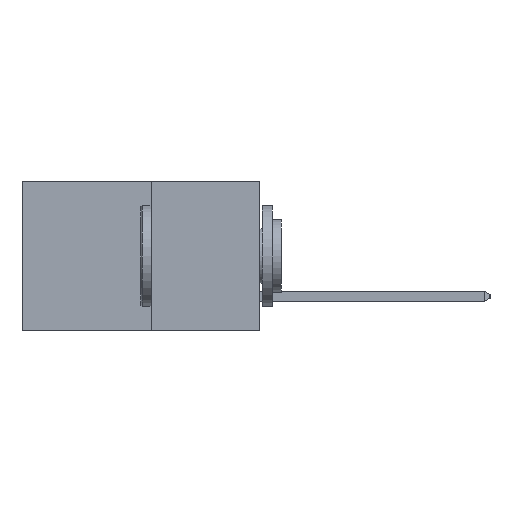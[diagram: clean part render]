
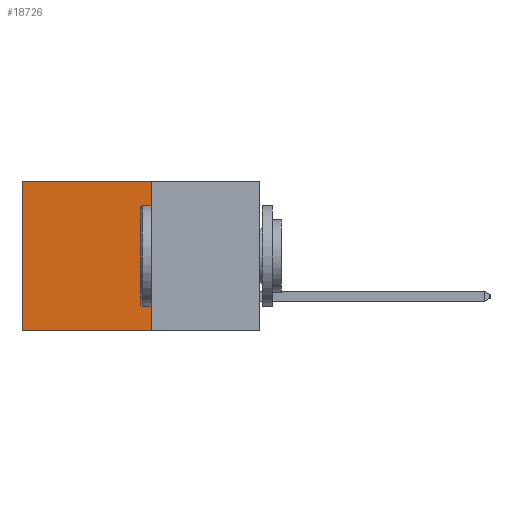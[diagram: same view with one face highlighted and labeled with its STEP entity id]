
A CAD part, left-side view. The second image highlights one B-rep face of the part: STEP entity #18726.
In plain terms, the highlighted planar face has unit normal (-1, 0, 0).
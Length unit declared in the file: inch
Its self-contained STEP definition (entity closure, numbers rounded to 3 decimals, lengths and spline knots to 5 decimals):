
#52 = FACE_OUTER_BOUND ( 'NONE', #16731, .T. ) ;
#522 = DIRECTION ( 'NONE',  ( 0., 0., -1. ) ) ;
#634 = DIRECTION ( 'NONE',  ( 0., 0., -1. ) ) ;
#1432 = ORIENTED_EDGE ( 'NONE', *, *, #15306, .T. ) ;
#2471 = VECTOR ( 'NONE', #522, 39.37008 ) ;
#2652 = CARTESIAN_POINT ( 'NONE',  ( 0.277, 0.59, 0. ) ) ;
#3077 = CARTESIAN_POINT ( 'NONE',  ( 0.277, 0.27, -0.37 ) ) ;
#3598 = CARTESIAN_POINT ( 'NONE',  ( 0.277, 0.27, 0. ) ) ;
#4659 = DIRECTION ( 'NONE',  ( 0., 0., -1. ) ) ;
#4906 = VERTEX_POINT ( 'NONE', #2652 ) ;
#5632 = ORIENTED_EDGE ( 'NONE', *, *, #6966, .F. ) ;
#5813 = DIRECTION ( 'NONE',  ( 0., 1., 0. ) ) ;
#5845 = CARTESIAN_POINT ( 'NONE',  ( 0.277, 0.27, -0.37 ) ) ;
#6091 = EDGE_CURVE ( 'NONE', #13088, #6847, #14207, .T. ) ;
#6847 = VERTEX_POINT ( 'NONE', #5845 ) ;
#6966 = EDGE_CURVE ( 'NONE', #6847, #16454, #9562, .T. ) ;
#8455 = CARTESIAN_POINT ( 'NONE',  ( 0.277, 0.27, -0.37 ) ) ;
#8526 = LINE ( 'NONE', #10438, #16232 ) ;
#9562 = LINE ( 'NONE', #13847, #13181 ) ;
#9604 = VECTOR ( 'NONE', #634, 39.37008 ) ;
#10330 = LINE ( 'NONE', #18997, #2471 ) ;
#10438 = CARTESIAN_POINT ( 'NONE',  ( 0.277, 0.27, 0. ) ) ;
#12925 = ORIENTED_EDGE ( 'NONE', *, *, #6091, .F. ) ;
#13088 = VERTEX_POINT ( 'NONE', #3598 ) ;
#13181 = VECTOR ( 'NONE', #15377, 39.37008 ) ;
#13381 = ORIENTED_EDGE ( 'NONE', *, *, #18994, .T. ) ;
#13847 = CARTESIAN_POINT ( 'NONE',  ( 0.277, 0.27, -0.37 ) ) ;
#13984 = DIRECTION ( 'NONE',  ( 1., 0., 0. ) ) ;
#14207 = LINE ( 'NONE', #8455, #9604 ) ;
#15306 = EDGE_CURVE ( 'NONE', #13088, #4906, #8526, .T. ) ;
#15377 = DIRECTION ( 'NONE',  ( 0., 1., 0. ) ) ;
#16232 = VECTOR ( 'NONE', #5813, 39.37008 ) ;
#16454 = VERTEX_POINT ( 'NONE', #19409 ) ;
#16731 = EDGE_LOOP ( 'NONE', ( #13381, #5632, #12925, #1432 ) ) ;
#17873 = AXIS2_PLACEMENT_3D ( 'NONE', #3077, #13984, #4659 ) ;
#18414 = PLANE ( 'NONE',  #17873 ) ;
#18726 = ADVANCED_FACE ( 'NONE', ( #52 ), #18414, .F. ) ;
#18994 = EDGE_CURVE ( 'NONE', #4906, #16454, #10330, .T. ) ;
#18997 = CARTESIAN_POINT ( 'NONE',  ( 0.277, 0.59, -0.37 ) ) ;
#19409 = CARTESIAN_POINT ( 'NONE',  ( 0.277, 0.59, -0.37 ) ) ;
